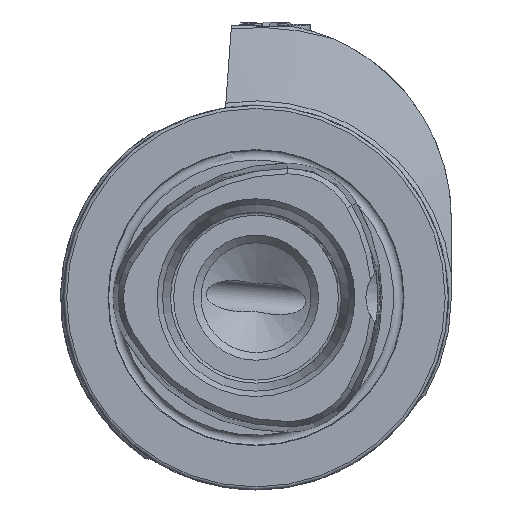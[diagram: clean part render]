
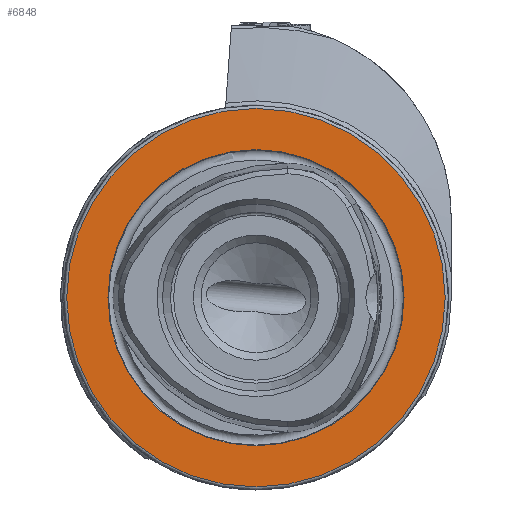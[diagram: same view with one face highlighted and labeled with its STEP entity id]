
A CAD part, left-side view. The second image highlights one B-rep face of the part: STEP entity #6848.
In plain terms, the highlighted planar face has unit normal (-1, 0, 0).
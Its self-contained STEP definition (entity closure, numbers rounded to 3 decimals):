
#161 = CARTESIAN_POINT ( 'NONE',  ( 0., 0., 31. ) ) ;
#206 = ORIENTED_EDGE ( 'NONE', *, *, #3901, .T. ) ;
#374 = PLANE ( 'NONE',  #10026 ) ;
#413 = AXIS2_PLACEMENT_3D ( 'NONE', #3030, #758, #6219 ) ;
#524 = AXIS2_PLACEMENT_3D ( 'NONE', #8460, #5469, #1589 ) ;
#608 = DIRECTION ( 'NONE',  ( 1., 0., 0. ) ) ;
#758 = DIRECTION ( 'NONE',  ( -1., 0., 0. ) ) ;
#1522 = EDGE_LOOP ( 'NONE', ( #206 ) ) ;
#1589 = DIRECTION ( 'NONE',  ( 0., 0., 1. ) ) ;
#1641 = FACE_OUTER_BOUND ( 'NONE', #1522, .T. ) ;
#1918 = CIRCLE ( 'NONE', #524, 24.25 ) ;
#2178 = EDGE_LOOP ( 'NONE', ( #4377 ) ) ;
#2751 = EDGE_CURVE ( 'NONE', #6586, #6586, #1918, .T. ) ;
#3030 = CARTESIAN_POINT ( 'NONE',  ( 0., 0., 0. ) ) ;
#3586 = DIRECTION ( 'NONE',  ( 0., 0., -1. ) ) ;
#3901 = EDGE_CURVE ( 'NONE', #9097, #9097, #5120, .T. ) ;
#4377 = ORIENTED_EDGE ( 'NONE', *, *, #2751, .F. ) ;
#5120 = CIRCLE ( 'NONE', #413, 31. ) ;
#5469 = DIRECTION ( 'NONE',  ( -1., 0., 0. ) ) ;
#5534 = FACE_BOUND ( 'NONE', #2178, .T. ) ;
#5869 = CARTESIAN_POINT ( 'NONE',  ( 0., 24.25, 0. ) ) ;
#6219 = DIRECTION ( 'NONE',  ( 0., 0., 1. ) ) ;
#6586 = VERTEX_POINT ( 'NONE', #7054 ) ;
#6848 = ADVANCED_FACE ( 'NONE', ( #5534, #1641 ), #374, .F. ) ;
#7054 = CARTESIAN_POINT ( 'NONE',  ( 0., 0., 24.25 ) ) ;
#8460 = CARTESIAN_POINT ( 'NONE',  ( 0., 0., 0. ) ) ;
#9097 = VERTEX_POINT ( 'NONE', #161 ) ;
#10026 = AXIS2_PLACEMENT_3D ( 'NONE', #5869, #608, #3586 ) ;
